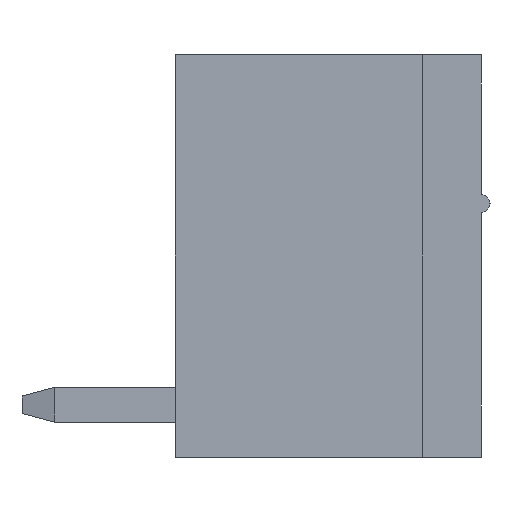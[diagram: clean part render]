
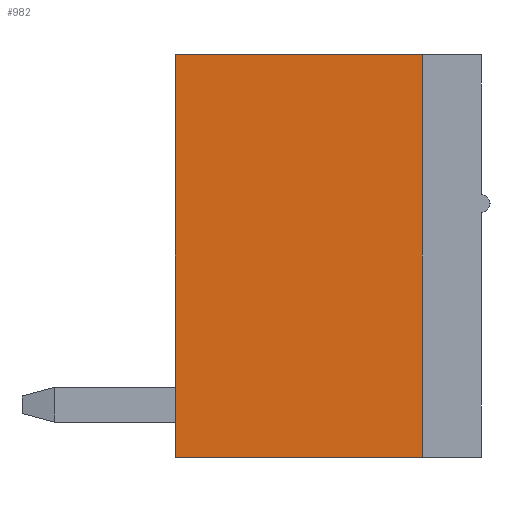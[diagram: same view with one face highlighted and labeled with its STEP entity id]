
A CAD part, left-side view. The second image highlights one B-rep face of the part: STEP entity #982.
In plain terms, the highlighted planar face has unit normal (-1, 0, 0).
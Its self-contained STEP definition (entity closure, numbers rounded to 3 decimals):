
#982 = ADVANCED_FACE( '', ( #1967 ), #1968, .T. );
#1967 = FACE_OUTER_BOUND( '', #2968, .T. );
#1968 = PLANE( '', #2969 );
#2968 = EDGE_LOOP( '', ( #5555, #5556, #5557, #5558 ) );
#2969 = AXIS2_PLACEMENT_3D( '', #5559, #5560, #5561 );
#5555 = ORIENTED_EDGE( '', *, *, #6520, .T. );
#5556 = ORIENTED_EDGE( '', *, *, #7178, .T. );
#5557 = ORIENTED_EDGE( '', *, *, #6902, .T. );
#5558 = ORIENTED_EDGE( '', *, *, #6625, .T. );
#5559 = CARTESIAN_POINT( '', ( -16.625, 0., 0. ) );
#5560 = DIRECTION( '', ( -1., 0., 0. ) );
#5561 = DIRECTION( '', ( 0., 0., 1. ) );
#6520 = EDGE_CURVE( '', #7998, #7996, #7999, .T. );
#6625 = EDGE_CURVE( '', #8165, #7998, #8166, .T. );
#6902 = EDGE_CURVE( '', #8567, #8165, #8568, .T. );
#7178 = EDGE_CURVE( '', #7996, #8567, #8913, .T. );
#7996 = VERTEX_POINT( '', #10173 );
#7998 = VERTEX_POINT( '', #10176 );
#7999 = LINE( '', #10177, #10178 );
#8165 = VERTEX_POINT( '', #10430 );
#8166 = LINE( '', #10431, #10432 );
#8567 = VERTEX_POINT( '', #11140 );
#8568 = LINE( '', #11141, #11142 );
#8913 = LINE( '', #11651, #11652 );
#10173 = CARTESIAN_POINT( '', ( -16.625, -2.15, 4.6 ) );
#10176 = CARTESIAN_POINT( '', ( -16.625, -2.15, -4.6 ) );
#10177 = CARTESIAN_POINT( '', ( -16.625, -2.15, -4.6 ) );
#10178 = VECTOR( '', #12180, 1000. );
#10430 = CARTESIAN_POINT( '', ( -16.625, 3.5, -4.6 ) );
#10431 = CARTESIAN_POINT( '', ( -16.625, 3.5, -4.6 ) );
#10432 = VECTOR( '', #12273, 1000. );
#11140 = CARTESIAN_POINT( '', ( -16.625, 3.5, 4.6 ) );
#11141 = CARTESIAN_POINT( '', ( -16.625, 3.5, 4.6 ) );
#11142 = VECTOR( '', #12497, 1000. );
#11651 = CARTESIAN_POINT( '', ( -16.625, -2.15, 4.6 ) );
#11652 = VECTOR( '', #12704, 1000. );
#12180 = DIRECTION( '', ( 0., 0., 1. ) );
#12273 = DIRECTION( '', ( 0., -1., 0. ) );
#12497 = DIRECTION( '', ( 0., 0., -1. ) );
#12704 = DIRECTION( '', ( 0., 1., 0. ) );
